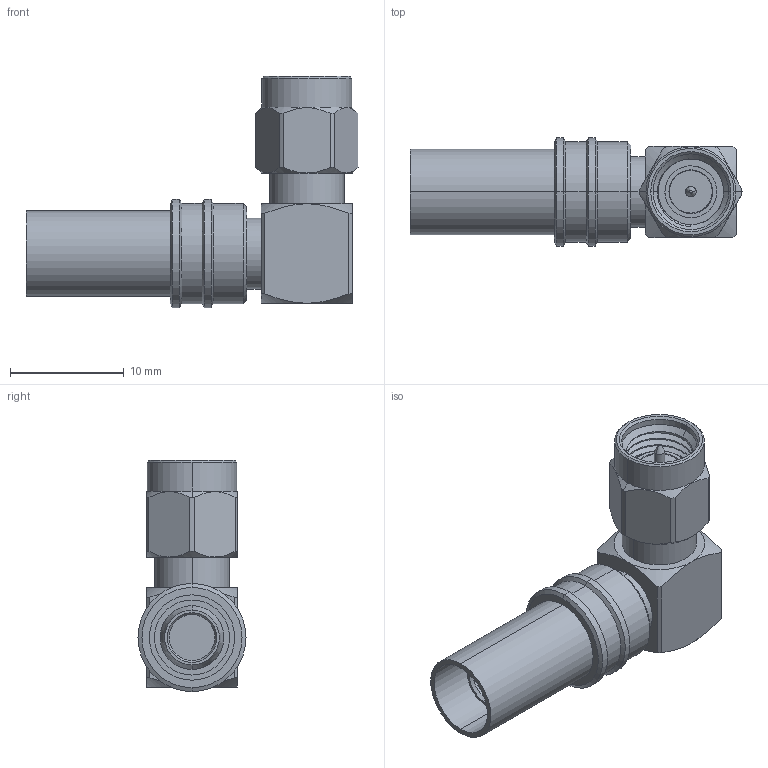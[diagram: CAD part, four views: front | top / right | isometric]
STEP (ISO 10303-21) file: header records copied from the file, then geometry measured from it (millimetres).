
FILE_DESCRIPTION (( 'STEP AP203' ), '1' );
FILE_NAME ('3190-6551(EZ-240-SM-RA-X).STEP', '2020-08-26T08:00:41', ( '' ), ( '' ), 'SwSTEP 2.0', 'SolidWorks 2017', '' );
FILE_SCHEMA (( 'CONFIG_CONTROL_DESIGN' ));
Length unit declared in the file: millimetre
Products named in the file (1): 3190-6551(EZ-240-SM-RA-X)
Bounding box: 29.2 x 9.51 x 20.33 mm (x, y, z)
Volume: 1667.8 mm3; surface area: 2088 mm2
Topology: 1 solids, 1 shells, 140 faces, 350 edges, 229 vertices
Faces by surface type: cylinder 59, cone 48, plane 31, bspline 2
Entity records: 7075 total; most frequent: CARTESIAN_POINT 3796, ORIENTED_EDGE 700, DIRECTION 614, EDGE_CURVE 350, AXIS2_PLACEMENT_3D 253, VERTEX_POINT 229, EDGE_LOOP 157, ADVANCED_FACE 140
